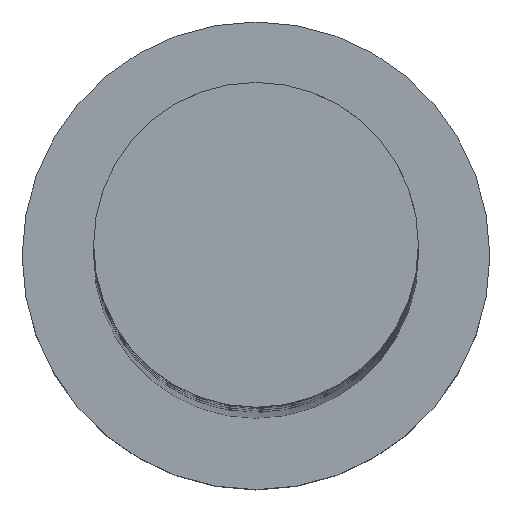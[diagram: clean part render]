
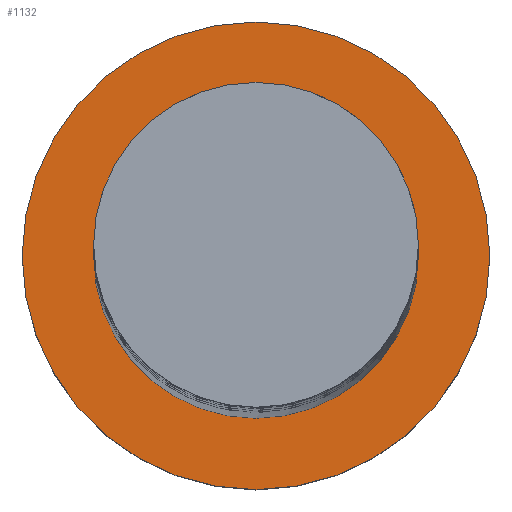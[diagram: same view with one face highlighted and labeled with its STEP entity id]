
A CAD part, top view. The second image highlights one B-rep face of the part: STEP entity #1132.
In plain terms, the highlighted planar face has unit normal (0, 0, 1).
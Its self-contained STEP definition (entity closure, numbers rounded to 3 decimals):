
#47 = CARTESIAN_POINT ( 'NONE',  ( 0., 0., 7. ) ) ;
#50 = ORIENTED_EDGE ( 'NONE', *, *, #109, .F. ) ;
#67 = CIRCLE ( 'NONE', #1100, 9. ) ;
#95 = CARTESIAN_POINT ( 'NONE',  ( 0., 0., 7. ) ) ;
#101 = ORIENTED_EDGE ( 'NONE', *, *, #1755, .T. ) ;
#104 = CARTESIAN_POINT ( 'NONE',  ( -6.25, 0., 7. ) ) ;
#109 = EDGE_CURVE ( 'NONE', #1143, #1529, #1217, .T. ) ;
#179 = DIRECTION ( 'NONE',  ( 1., 0., 0. ) ) ;
#322 = CARTESIAN_POINT ( 'NONE',  ( 0., 0., 7. ) ) ;
#332 = CARTESIAN_POINT ( 'NONE',  ( 0., 0., 7. ) ) ;
#340 = CARTESIAN_POINT ( 'NONE',  ( 0., 0., 7. ) ) ;
#355 = DIRECTION ( 'NONE',  ( 0., 0., 1. ) ) ;
#418 = CIRCLE ( 'NONE', #687, 6.25 ) ;
#451 = DIRECTION ( 'NONE',  ( 1., 0., 0. ) ) ;
#473 = ORIENTED_EDGE ( 'NONE', *, *, #747, .T. ) ;
#490 = CARTESIAN_POINT ( 'NONE',  ( 9., 0., 7. ) ) ;
#518 = DIRECTION ( 'NONE',  ( 1., 0., 0. ) ) ;
#537 = CARTESIAN_POINT ( 'NONE',  ( -9., 0., 7. ) ) ;
#547 = FACE_OUTER_BOUND ( 'NONE', #1103, .T. ) ;
#562 = ORIENTED_EDGE ( 'NONE', *, *, #689, .F. ) ;
#570 = AXIS2_PLACEMENT_3D ( 'NONE', #95, #955, #518 ) ;
#661 = AXIS2_PLACEMENT_3D ( 'NONE', #322, #1741, #451 ) ;
#687 = AXIS2_PLACEMENT_3D ( 'NONE', #332, #883, #876 ) ;
#689 = EDGE_CURVE ( 'NONE', #1529, #1143, #418, .T. ) ;
#747 = EDGE_CURVE ( 'NONE', #1608, #1161, #1461, .T. ) ;
#876 = DIRECTION ( 'NONE',  ( 1., 0., 0. ) ) ;
#883 = DIRECTION ( 'NONE',  ( 0., 0., 1. ) ) ;
#919 = AXIS2_PLACEMENT_3D ( 'NONE', #47, #1162, #179 ) ;
#955 = DIRECTION ( 'NONE',  ( 0., 0., 1. ) ) ;
#1100 = AXIS2_PLACEMENT_3D ( 'NONE', #340, #355, #1618 ) ;
#1103 = EDGE_LOOP ( 'NONE', ( #101, #473 ) ) ;
#1132 = ADVANCED_FACE ( 'NONE', ( #1229, #547 ), #1662, .T. ) ;
#1139 = CARTESIAN_POINT ( 'NONE',  ( 6.25, 0., 7. ) ) ;
#1143 = VERTEX_POINT ( 'NONE', #104 ) ;
#1161 = VERTEX_POINT ( 'NONE', #537 ) ;
#1162 = DIRECTION ( 'NONE',  ( 0., 0., 1. ) ) ;
#1217 = CIRCLE ( 'NONE', #919, 6.25 ) ;
#1229 = FACE_BOUND ( 'NONE', #1695, .T. ) ;
#1461 = CIRCLE ( 'NONE', #661, 9. ) ;
#1529 = VERTEX_POINT ( 'NONE', #1139 ) ;
#1608 = VERTEX_POINT ( 'NONE', #490 ) ;
#1618 = DIRECTION ( 'NONE',  ( 1., 0., 0. ) ) ;
#1662 = PLANE ( 'NONE',  #570 ) ;
#1695 = EDGE_LOOP ( 'NONE', ( #50, #562 ) ) ;
#1741 = DIRECTION ( 'NONE',  ( 0., 0., 1. ) ) ;
#1755 = EDGE_CURVE ( 'NONE', #1161, #1608, #67, .T. ) ;
